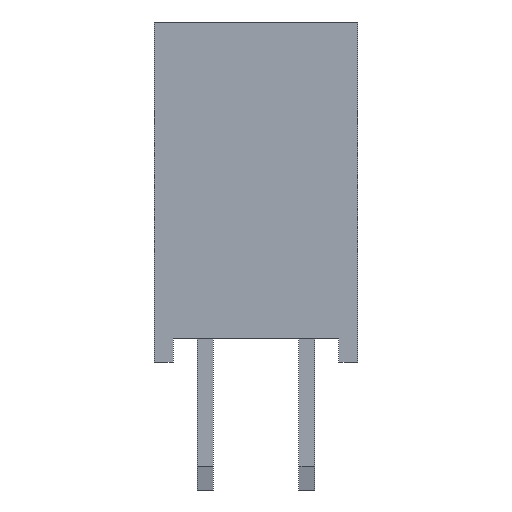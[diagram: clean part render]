
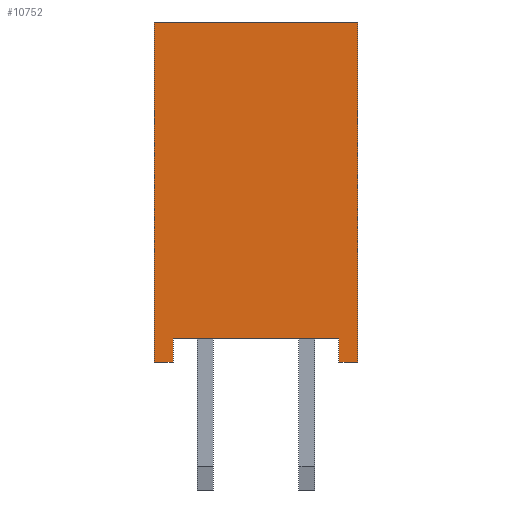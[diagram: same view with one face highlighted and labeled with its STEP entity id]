
A CAD part, left-side view. The second image highlights one B-rep face of the part: STEP entity #10752.
In plain terms, the highlighted planar face has unit normal (-1, 0, 0).
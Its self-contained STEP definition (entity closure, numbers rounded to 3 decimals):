
#281 = LINE ( 'NONE', #9363, #7156 ) ;
#315 = VECTOR ( 'NONE', #7855, 1000. ) ;
#461 = EDGE_CURVE ( 'NONE', #5867, #7335, #7127, .T. ) ;
#505 = CARTESIAN_POINT ( 'NONE',  ( -1.27, -2.07, 0. ) ) ;
#623 = ORIENTED_EDGE ( 'NONE', *, *, #8809, .T. ) ;
#801 = CARTESIAN_POINT ( 'NONE',  ( -1.27, 2.54, 0. ) ) ;
#829 = ORIENTED_EDGE ( 'NONE', *, *, #10520, .T. ) ;
#1004 = VERTEX_POINT ( 'NONE', #6284 ) ;
#1261 = CARTESIAN_POINT ( 'NONE',  ( -1.27, 2.54, 0. ) ) ;
#1292 = ORIENTED_EDGE ( 'NONE', *, *, #9090, .F. ) ;
#1299 = VECTOR ( 'NONE', #6885, 1000. ) ;
#1454 = DIRECTION ( 'NONE',  ( 0., -1., 0. ) ) ;
#1679 = CARTESIAN_POINT ( 'NONE',  ( -1.27, 2.54, 8.5 ) ) ;
#1813 = VECTOR ( 'NONE', #5351, 1000. ) ;
#1995 = DIRECTION ( 'NONE',  ( 0., 0., -1. ) ) ;
#2121 = LINE ( 'NONE', #1261, #1299 ) ;
#2142 = VECTOR ( 'NONE', #1454, 1000. ) ;
#2740 = ORIENTED_EDGE ( 'NONE', *, *, #6591, .T. ) ;
#3063 = VERTEX_POINT ( 'NONE', #505 ) ;
#3283 = VERTEX_POINT ( 'NONE', #7727 ) ;
#3314 = LINE ( 'NONE', #11615, #315 ) ;
#3452 = CARTESIAN_POINT ( 'NONE',  ( -1.27, -2.54, 8.5 ) ) ;
#3525 = AXIS2_PLACEMENT_3D ( 'NONE', #1679, #12067, #6388 ) ;
#3777 = EDGE_CURVE ( 'NONE', #3283, #5867, #3314, .T. ) ;
#4619 = ORIENTED_EDGE ( 'NONE', *, *, #461, .F. ) ;
#4694 = DIRECTION ( 'NONE',  ( 0., 0., 1. ) ) ;
#4920 = VECTOR ( 'NONE', #5839, 1000. ) ;
#5210 = CARTESIAN_POINT ( 'NONE',  ( -1.27, -2.07, 0.6 ) ) ;
#5351 = DIRECTION ( 'NONE',  ( 0., 0., -1. ) ) ;
#5538 = LINE ( 'NONE', #11152, #12020 ) ;
#5816 = EDGE_CURVE ( 'NONE', #10350, #1004, #8556, .T. ) ;
#5839 = DIRECTION ( 'NONE',  ( 0., 1., 0. ) ) ;
#5867 = VERTEX_POINT ( 'NONE', #10637 ) ;
#5934 = ORIENTED_EDGE ( 'NONE', *, *, #11887, .F. ) ;
#6284 = CARTESIAN_POINT ( 'NONE',  ( -1.27, 2.07, 0.6 ) ) ;
#6388 = DIRECTION ( 'NONE',  ( 0., 0., -1. ) ) ;
#6437 = DIRECTION ( 'NONE',  ( 0., 0., -1. ) ) ;
#6591 = EDGE_CURVE ( 'NONE', #3063, #7335, #2121, .T. ) ;
#6885 = DIRECTION ( 'NONE',  ( 0., -1., 0. ) ) ;
#7127 = LINE ( 'NONE', #3452, #11983 ) ;
#7134 = VERTEX_POINT ( 'NONE', #801 ) ;
#7156 = VECTOR ( 'NONE', #4694, 1000. ) ;
#7335 = VERTEX_POINT ( 'NONE', #7914 ) ;
#7344 = CARTESIAN_POINT ( 'NONE',  ( -1.27, 2.54, 0. ) ) ;
#7390 = PLANE ( 'NONE',  #3525 ) ;
#7727 = CARTESIAN_POINT ( 'NONE',  ( -1.27, 2.54, 8.5 ) ) ;
#7855 = DIRECTION ( 'NONE',  ( 0., -1., 0. ) ) ;
#7914 = CARTESIAN_POINT ( 'NONE',  ( -1.27, -2.54, 0. ) ) ;
#8071 = EDGE_LOOP ( 'NONE', ( #8879, #5934, #2740, #4619, #8251, #623, #829, #1292 ) ) ;
#8251 = ORIENTED_EDGE ( 'NONE', *, *, #3777, .F. ) ;
#8556 = LINE ( 'NONE', #9407, #4920 ) ;
#8809 = EDGE_CURVE ( 'NONE', #3283, #7134, #5538, .T. ) ;
#8879 = ORIENTED_EDGE ( 'NONE', *, *, #5816, .F. ) ;
#9090 = EDGE_CURVE ( 'NONE', #1004, #11003, #9221, .T. ) ;
#9221 = LINE ( 'NONE', #10042, #1813 ) ;
#9363 = CARTESIAN_POINT ( 'NONE',  ( -1.27, -2.07, 0.6 ) ) ;
#9407 = CARTESIAN_POINT ( 'NONE',  ( -1.27, 0.47, 0.6 ) ) ;
#10042 = CARTESIAN_POINT ( 'NONE',  ( -1.27, 2.07, 0.6 ) ) ;
#10100 = FACE_OUTER_BOUND ( 'NONE', #8071, .T. ) ;
#10111 = LINE ( 'NONE', #7344, #2142 ) ;
#10350 = VERTEX_POINT ( 'NONE', #5210 ) ;
#10520 = EDGE_CURVE ( 'NONE', #7134, #11003, #10111, .T. ) ;
#10637 = CARTESIAN_POINT ( 'NONE',  ( -1.27, -2.54, 8.5 ) ) ;
#10752 = ADVANCED_FACE ( 'NONE', ( #10100 ), #7390, .F. ) ;
#11003 = VERTEX_POINT ( 'NONE', #11360 ) ;
#11152 = CARTESIAN_POINT ( 'NONE',  ( -1.27, 2.54, 8.5 ) ) ;
#11360 = CARTESIAN_POINT ( 'NONE',  ( -1.27, 2.07, 0. ) ) ;
#11615 = CARTESIAN_POINT ( 'NONE',  ( -1.27, 2.54, 8.5 ) ) ;
#11887 = EDGE_CURVE ( 'NONE', #3063, #10350, #281, .T. ) ;
#11983 = VECTOR ( 'NONE', #6437, 1000. ) ;
#12020 = VECTOR ( 'NONE', #1995, 1000. ) ;
#12067 = DIRECTION ( 'NONE',  ( 1., 0., 0. ) ) ;
